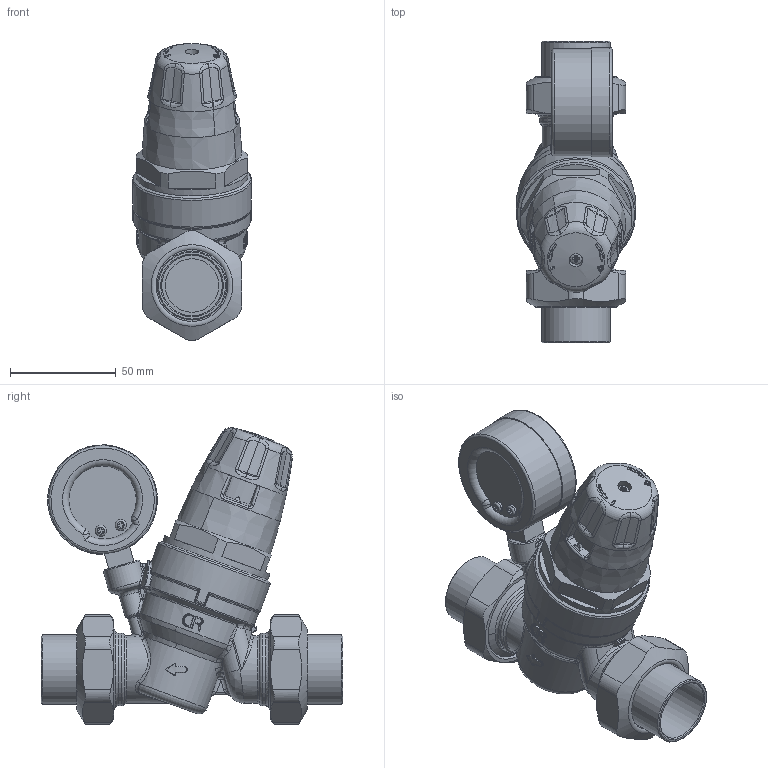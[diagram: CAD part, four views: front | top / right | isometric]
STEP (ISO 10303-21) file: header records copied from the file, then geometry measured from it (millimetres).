
FILE_DESCRIPTION(/* description */ (''),/* implementation_level */ '2;1');
FILE_NAME(/* name */ '535961HA_Simplify_1.stp',/* time_stamp */ '2025-08-26T12:05:54-05:00',/* author */ ('ischreiner'),/* organization */ (''),/* preprocessor_version */ 'ST-DEVELOPER v20',/* originating_system */ 'Autodesk Inventor 2025',/* authorisation */ '');
FILE_SCHEMA (('AUTOMOTIVE_DESIGN { 1 0 10303 214 3 1 1 }'));
Length unit declared in the file: inch
Products named in the file (1): 535961HA_Simplify_1
Bounding box: 56.5 x 143.01 x 140.71 mm (x, y, z)
Volume: 343464.6 mm3; surface area: 72192.8 mm2
Topology: 8 solids, 8 shells, 1556 faces, 4100 edges, 2567 vertices
Faces by surface type: plane 732, bspline 384, cylinder 235, torus 107, cone 56, sphere 42
Full cylindrical faces by diameter (mm): 1.089 x2, 2.723 x1, 3.81 x1, 5.3 x2, 6 x1, 6.5 x1, 7.95 x1, 8.753 x1, 10.16 x1, 18 x1, 25.4 x2, 26 x2, 28.702 x2, 32 x2, 32.766 x2, 34 x2, 34.5 x2, 36.1 x1, 36.7 x1, 38.1 x2, 39.5 x2, 41.8 x2, 44 x1, 51 x1, 52 x1, 53 x1, 56.509 x1
Entity records: 76316 total; most frequent: CARTESIAN_POINT 37750, ORIENTED_EDGE 8132, DIRECTION 7437, EDGE_CURVE 4066, AXIS2_PLACEMENT_3D 3058, VERTEX_POINT 2567, EDGE_LOOP 1609, STYLED_ITEM 1564
